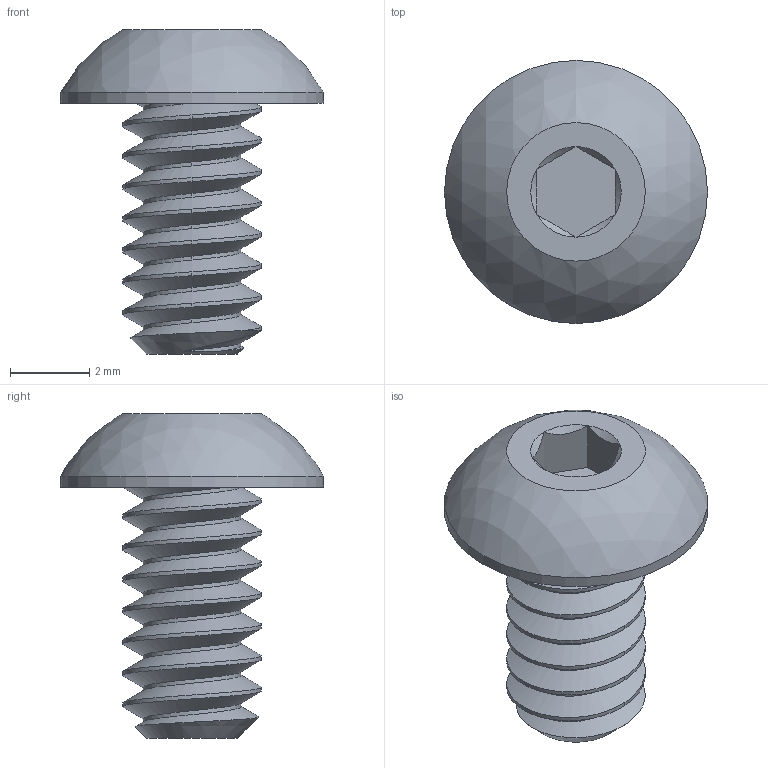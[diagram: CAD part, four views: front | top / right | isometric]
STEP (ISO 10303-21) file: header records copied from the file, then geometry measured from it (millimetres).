
FILE_DESCRIPTION(/* description */ (''),/* implementation_level */ '2;1');
FILE_NAME(/* name */ 'B1 Buttton-Head Screw v1.step.step',/* time_stamp */ '2019-03-22T21:18:41-04:00',/* author */ ('kevincloutierX82J2'),/* organization */ (''),/* preprocessor_version */ 'ST-DEVELOPER v17.2',/* originating_system */ 'Autodesk Translation Framework v7.6.0.251',/* authorisation */ '');
FILE_SCHEMA (('AUTOMOTIVE_DESIGN { 1 0 10303 214 3 1 1 }'));
Length unit declared in the file: millimetre
Products named in the file (1): 92949A144_18-8 SS BUTTON-HEAD SOCKET CAP SCREW
Bounding box: 6.65 x 6.65 x 8.2 mm (x, y, z)
Volume: 86.8 mm3; surface area: 195.9 mm2
Topology: 1 solids, 1 shells, 38 faces, 91 edges, 58 vertices
Faces by surface type: cylinder 18, plane 10, cone 7, bspline 2, sphere 1
Full cylindrical faces by diameter (mm): 2.474 x8, 3.505 x6, 6.655 x1
Entity records: 2450 total; most frequent: CARTESIAN_POINT 1635, ORIENTED_EDGE 182, DIRECTION 139, EDGE_CURVE 91, VERTEX_POINT 58, AXIS2_PLACEMENT_3D 55, EDGE_LOOP 41, FACE_OUTER_BOUND 38
